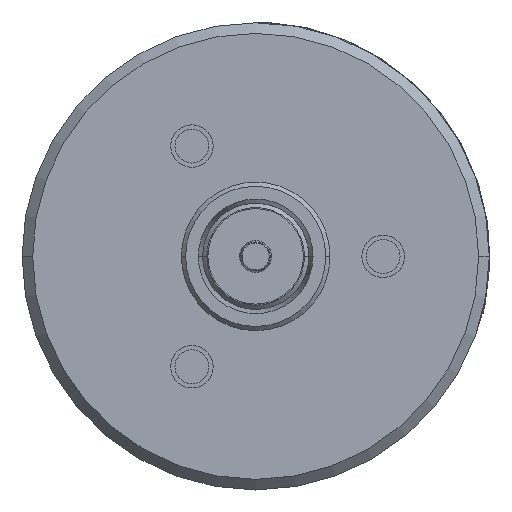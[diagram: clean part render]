
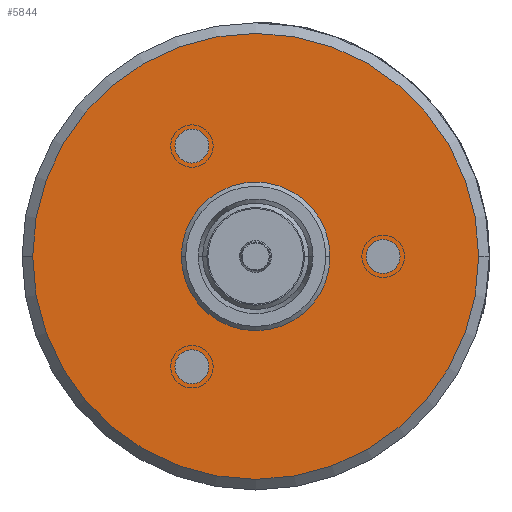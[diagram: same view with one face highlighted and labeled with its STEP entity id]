
A CAD part, left-side view. The second image highlights one B-rep face of the part: STEP entity #5844.
In plain terms, the highlighted planar face has unit normal (-1, 0, 0).
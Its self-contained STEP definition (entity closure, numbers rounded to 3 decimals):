
#344=CARTESIAN_POINT('',(-15.9,0.,0.));
#345=DIRECTION('',(1.,0.,0.));
#346=DIRECTION('',(0.,1.,0.));
#347=AXIS2_PLACEMENT_3D('',#344,#345,#346);
#349=CARTESIAN_POINT('',(-15.9,0.,0.));
#350=DIRECTION('',(1.,0.,0.));
#351=DIRECTION('',(0.,-1.,0.));
#352=AXIS2_PLACEMENT_3D('',#349,#350,#351);
#354=CARTESIAN_POINT('',(-15.9,0.,0.));
#355=DIRECTION('',(1.,0.,0.));
#356=DIRECTION('',(0.,0.,-1.));
#357=AXIS2_PLACEMENT_3D('',#354,#355,#356);
#359=CARTESIAN_POINT('',(-15.9,0.,0.));
#360=DIRECTION('',(-1.,0.,0.));
#361=DIRECTION('',(0.,-1.,0.));
#362=AXIS2_PLACEMENT_3D('',#359,#360,#361);
#364=CARTESIAN_POINT('',(-15.9,0.,0.));
#365=DIRECTION('',(-1.,0.,0.));
#366=DIRECTION('',(0.,1.,0.));
#367=AXIS2_PLACEMENT_3D('',#364,#365,#366);
#369=CARTESIAN_POINT('',(-15.9,3.,-5.196));
#370=DIRECTION('',(-1.,0.,0.));
#371=DIRECTION('',(0.,1.,0.));
#372=AXIS2_PLACEMENT_3D('',#369,#370,#371);
#374=CARTESIAN_POINT('',(-15.9,3.,-5.196));
#375=DIRECTION('',(-1.,0.,0.));
#376=DIRECTION('',(0.,-1.,0.));
#377=AXIS2_PLACEMENT_3D('',#374,#375,#376);
#379=CARTESIAN_POINT('',(-15.9,-6.,0.));
#380=DIRECTION('',(-1.,0.,0.));
#381=DIRECTION('',(0.,-0.5,-0.866));
#382=AXIS2_PLACEMENT_3D('',#379,#380,#381);
#384=CARTESIAN_POINT('',(-15.9,-6.,0.));
#385=DIRECTION('',(-1.,0.,0.));
#386=DIRECTION('',(0.,0.5,0.866));
#387=AXIS2_PLACEMENT_3D('',#384,#385,#386);
#389=CARTESIAN_POINT('',(-15.9,3.,5.196));
#390=DIRECTION('',(-1.,0.,0.));
#391=DIRECTION('',(0.,-0.5,0.866));
#392=AXIS2_PLACEMENT_3D('',#389,#390,#391);
#394=CARTESIAN_POINT('',(-15.9,3.,5.196));
#395=DIRECTION('',(-1.,0.,0.));
#396=DIRECTION('',(0.,0.5,-0.866));
#397=AXIS2_PLACEMENT_3D('',#394,#395,#396);
#4254=CARTESIAN_POINT('',(-15.9,-10.5,0.));
#4255=VERTEX_POINT('',#4254);
#4256=CARTESIAN_POINT('',(-15.9,10.5,0.));
#4257=VERTEX_POINT('',#4256);
#4258=CARTESIAN_POINT('',(-15.9,0.,-10.5));
#4259=VERTEX_POINT('',#4258);
#4260=CARTESIAN_POINT('',(-15.9,3.8,-5.196));
#4261=CARTESIAN_POINT('',(-15.9,2.2,-5.196));
#4262=VERTEX_POINT('',#4260);
#4263=VERTEX_POINT('',#4261);
#4264=CARTESIAN_POINT('',(-15.9,-6.4,-0.693));
#4265=CARTESIAN_POINT('',(-15.9,-5.6,0.693));
#4266=VERTEX_POINT('',#4264);
#4267=VERTEX_POINT('',#4265);
#4268=CARTESIAN_POINT('',(-15.9,2.6,5.889));
#4269=CARTESIAN_POINT('',(-15.9,3.4,4.503));
#4270=VERTEX_POINT('',#4268);
#4271=VERTEX_POINT('',#4269);
#4276=CARTESIAN_POINT('',(-15.9,3.5,0.));
#4277=VERTEX_POINT('',#4276);
#4278=CARTESIAN_POINT('',(-15.9,-3.5,0.));
#4279=VERTEX_POINT('',#4278);
#5809=CARTESIAN_POINT('',(-15.9,0.,0.));
#5810=DIRECTION('',(1.,0.,0.));
#5811=DIRECTION('',(0.,1.,0.));
#5812=AXIS2_PLACEMENT_3D('',#5809,#5810,#5811);
#5813=PLANE('',#5812);
#5815=ORIENTED_EDGE('',*,*,#5814,.T.);
#5817=ORIENTED_EDGE('',*,*,#5816,.T.);
#5819=ORIENTED_EDGE('',*,*,#5818,.T.);
#5820=EDGE_LOOP('',(#5815,#5817,#5819));
#5821=FACE_OUTER_BOUND('',#5820,.F.);
#5822=ORIENTED_EDGE('',*,*,#5788,.T.);
#5823=ORIENTED_EDGE('',*,*,#5803,.T.);
#5824=EDGE_LOOP('',(#5822,#5823));
#5825=FACE_BOUND('',#5824,.F.);
#5827=ORIENTED_EDGE('',*,*,#5826,.T.);
#5829=ORIENTED_EDGE('',*,*,#5828,.T.);
#5830=EDGE_LOOP('',(#5827,#5829));
#5831=FACE_BOUND('',#5830,.F.);
#5833=ORIENTED_EDGE('',*,*,#5832,.T.);
#5835=ORIENTED_EDGE('',*,*,#5834,.T.);
#5836=EDGE_LOOP('',(#5833,#5835));
#5837=FACE_BOUND('',#5836,.F.);
#5839=ORIENTED_EDGE('',*,*,#5838,.T.);
#5841=ORIENTED_EDGE('',*,*,#5840,.T.);
#5842=EDGE_LOOP('',(#5839,#5841));
#5843=FACE_BOUND('',#5842,.F.);
#5844=ADVANCED_FACE('',(#5821,#5825,#5831,#5837,#5843),#5813,.F.);
#348=CIRCLE('',#347,10.5);
#353=CIRCLE('',#352,10.5);
#358=CIRCLE('',#357,10.5);
#363=CIRCLE('',#362,3.5);
#368=CIRCLE('',#367,3.5);
#373=CIRCLE('',#372,0.8);
#378=CIRCLE('',#377,0.8);
#383=CIRCLE('',#382,0.8);
#388=CIRCLE('',#387,0.8);
#393=CIRCLE('',#392,0.8);
#398=CIRCLE('',#397,0.8);
#5788=EDGE_CURVE('',#4279,#4277,#363,.T.);
#5803=EDGE_CURVE('',#4277,#4279,#368,.T.);
#5814=EDGE_CURVE('',#4257,#4255,#348,.T.);
#5816=EDGE_CURVE('',#4255,#4259,#353,.T.);
#5818=EDGE_CURVE('',#4259,#4257,#358,.T.);
#5826=EDGE_CURVE('',#4262,#4263,#373,.T.);
#5828=EDGE_CURVE('',#4263,#4262,#378,.T.);
#5832=EDGE_CURVE('',#4266,#4267,#383,.T.);
#5834=EDGE_CURVE('',#4267,#4266,#388,.T.);
#5838=EDGE_CURVE('',#4270,#4271,#393,.T.);
#5840=EDGE_CURVE('',#4271,#4270,#398,.T.);
